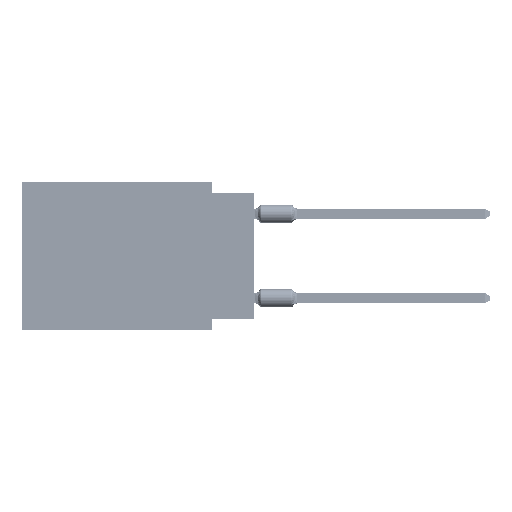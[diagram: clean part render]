
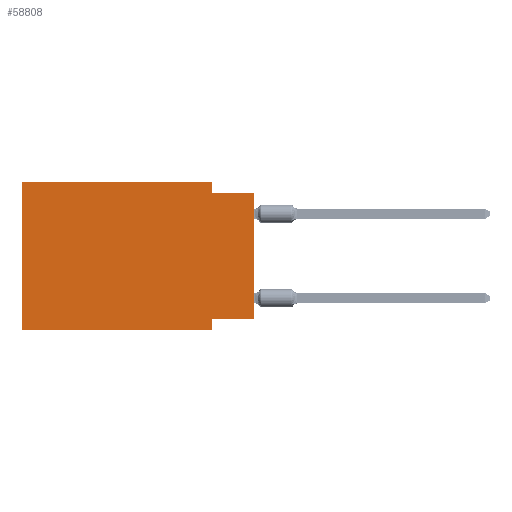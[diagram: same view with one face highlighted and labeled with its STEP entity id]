
A CAD part, left-side view. The second image highlights one B-rep face of the part: STEP entity #58808.
In plain terms, the highlighted planar face has unit normal (-1, 0, 0).
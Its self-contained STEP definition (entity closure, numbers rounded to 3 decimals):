
#517 = VERTEX_POINT ( 'NONE', #93499 ) ;
#1284 = VERTEX_POINT ( 'NONE', #87423 ) ;
#6432 = EDGE_CURVE ( 'NONE', #27727, #109180, #33287, .T. ) ;
#6695 = VERTEX_POINT ( 'NONE', #75239 ) ;
#7495 = DIRECTION ( 'NONE',  ( 0., -1., 0. ) ) ;
#7729 = VECTOR ( 'NONE', #89669, 1000. ) ;
#9593 = LINE ( 'NONE', #95410, #85322 ) ;
#9849 = EDGE_CURVE ( 'NONE', #104933, #6695, #46422, .T. ) ;
#10790 = CARTESIAN_POINT ( 'NONE',  ( 0., 13.97, 0. ) ) ;
#11708 = CARTESIAN_POINT ( 'NONE',  ( 0., 13.97, -8.89 ) ) ;
#14611 = ORIENTED_EDGE ( 'NONE', *, *, #59125, .F. ) ;
#23855 = EDGE_CURVE ( 'NONE', #109180, #77145, #24466, .T. ) ;
#24466 = LINE ( 'NONE', #68191, #44536 ) ;
#27618 = LINE ( 'NONE', #10790, #79912 ) ;
#27727 = VERTEX_POINT ( 'NONE', #51754 ) ;
#27936 = EDGE_CURVE ( 'NONE', #59728, #27727, #27618, .T. ) ;
#28207 = LINE ( 'NONE', #43962, #76490 ) ;
#28486 = CARTESIAN_POINT ( 'NONE',  ( 0., 2.54, -8.89 ) ) ;
#29854 = ORIENTED_EDGE ( 'NONE', *, *, #59903, .F. ) ;
#31681 = CARTESIAN_POINT ( 'NONE',  ( 0., 13.97, -8.89 ) ) ;
#33287 = LINE ( 'NONE', #93316, #63727 ) ;
#37715 = DIRECTION ( 'NONE',  ( 0., 0., -1. ) ) ;
#39174 = DIRECTION ( 'NONE',  ( 0., -1., 0. ) ) ;
#40391 = ORIENTED_EDGE ( 'NONE', *, *, #87015, .T. ) ;
#40568 = EDGE_LOOP ( 'NONE', ( #83054, #29854, #47715, #45921, #40802, #40391, #83239, #14611 ) ) ;
#40802 = ORIENTED_EDGE ( 'NONE', *, *, #27936, .F. ) ;
#43272 = DIRECTION ( 'NONE',  ( 0., 1., 0. ) ) ;
#43962 = CARTESIAN_POINT ( 'NONE',  ( 0., 0., -0.635 ) ) ;
#44536 = VECTOR ( 'NONE', #92893, 1000. ) ;
#45921 = ORIENTED_EDGE ( 'NONE', *, *, #6432, .F. ) ;
#46422 = LINE ( 'NONE', #28486, #94778 ) ;
#47715 = ORIENTED_EDGE ( 'NONE', *, *, #23855, .F. ) ;
#48350 = CARTESIAN_POINT ( 'NONE',  ( 0., 13.97, 0. ) ) ;
#51284 = AXIS2_PLACEMENT_3D ( 'NONE', #48350, #89308, #37715 ) ;
#51754 = CARTESIAN_POINT ( 'NONE',  ( 0., 13.97, 0. ) ) ;
#58808 = ADVANCED_FACE ( 'NONE', ( #73016 ), #63517, .F. ) ;
#59125 = EDGE_CURVE ( 'NONE', #1284, #104933, #9593, .T. ) ;
#59728 = VERTEX_POINT ( 'NONE', #31681 ) ;
#59903 = EDGE_CURVE ( 'NONE', #77145, #517, #28207, .T. ) ;
#63517 = PLANE ( 'NONE',  #51284 ) ;
#63727 = VECTOR ( 'NONE', #7495, 1000. ) ;
#68191 = CARTESIAN_POINT ( 'NONE',  ( 0., 2.54, 0. ) ) ;
#69994 = CARTESIAN_POINT ( 'NONE',  ( 0., 2.54, 0. ) ) ;
#73016 = FACE_OUTER_BOUND ( 'NONE', #40568, .T. ) ;
#75239 = CARTESIAN_POINT ( 'NONE',  ( 0., 2.54, -8.89 ) ) ;
#76490 = VECTOR ( 'NONE', #87140, 1000. ) ;
#77145 = VERTEX_POINT ( 'NONE', #93271 ) ;
#78674 = DIRECTION ( 'NONE',  ( 0., 0., 1. ) ) ;
#79912 = VECTOR ( 'NONE', #78674, 1000. ) ;
#80626 = DIRECTION ( 'NONE',  ( 0., 0., -1. ) ) ;
#81232 = LINE ( 'NONE', #11708, #99161 ) ;
#82952 = CARTESIAN_POINT ( 'NONE',  ( 0., 2.54, -8.255 ) ) ;
#83054 = ORIENTED_EDGE ( 'NONE', *, *, #86934, .T. ) ;
#83239 = ORIENTED_EDGE ( 'NONE', *, *, #9849, .F. ) ;
#85322 = VECTOR ( 'NONE', #43272, 1000. ) ;
#86934 = EDGE_CURVE ( 'NONE', #1284, #517, #98646, .T. ) ;
#87015 = EDGE_CURVE ( 'NONE', #59728, #6695, #81232, .T. ) ;
#87140 = DIRECTION ( 'NONE',  ( 0., -1., 0. ) ) ;
#87423 = CARTESIAN_POINT ( 'NONE',  ( 0., 0., -8.255 ) ) ;
#89308 = DIRECTION ( 'NONE',  ( 1., 0., 0. ) ) ;
#89669 = DIRECTION ( 'NONE',  ( 0., 0., 1. ) ) ;
#92893 = DIRECTION ( 'NONE',  ( 0., 0., -1. ) ) ;
#93271 = CARTESIAN_POINT ( 'NONE',  ( 0., 2.54, -0.635 ) ) ;
#93316 = CARTESIAN_POINT ( 'NONE',  ( 0., 13.97, 0. ) ) ;
#93499 = CARTESIAN_POINT ( 'NONE',  ( 0., 0., -0.635 ) ) ;
#94778 = VECTOR ( 'NONE', #80626, 1000. ) ;
#95410 = CARTESIAN_POINT ( 'NONE',  ( 0., 0., -8.255 ) ) ;
#97528 = CARTESIAN_POINT ( 'NONE',  ( 0., 0., 0. ) ) ;
#98646 = LINE ( 'NONE', #97528, #7729 ) ;
#99161 = VECTOR ( 'NONE', #39174, 1000. ) ;
#104933 = VERTEX_POINT ( 'NONE', #82952 ) ;
#109180 = VERTEX_POINT ( 'NONE', #69994 ) ;
